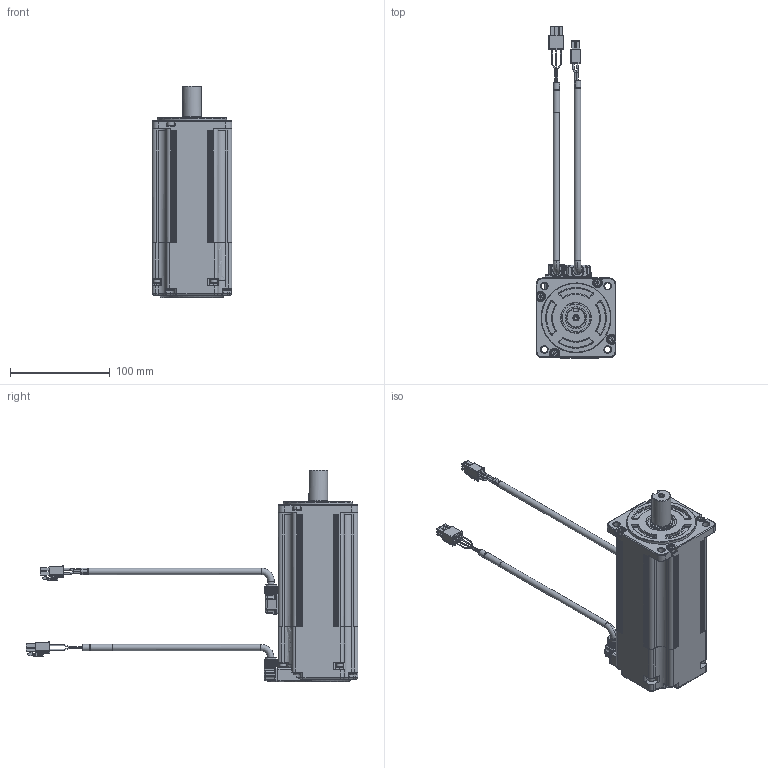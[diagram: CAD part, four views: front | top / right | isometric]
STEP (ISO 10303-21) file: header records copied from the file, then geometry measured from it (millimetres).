
FILE_DESCRIPTION( ('This file contains a STEP AP42 implementation' ,'as created by ZW3D STEP Interface translator.') ,'2;1' );
FILE_NAME( 'X6MG075A-B2LD妗极芞.stp' ,'22 827.113918', (''), ('ZWCAD Software Co.'), 'Version 1.0', 'ZW3D to STEP translator', '' );
FILE_SCHEMA(('AUTOMOTIVE_DESIGN { 1 0 10303 214 1 1 1 1 }'));
Length unit declared in the file: millimetre
Products named in the file (2): 0; X6MG075A-B2LD
Bounding box: 80 x 333.05 x 212.7 mm (x, y, z)
Volume: 1042236.4 mm3; surface area: 91075.3 mm2
Topology: 1 solids, 4 shells, 2565 faces, 7070 edges, 4568 vertices
Faces by surface type: plane 1332, cylinder 888, torus 110, cone 88, bspline 81, sphere 66
Full cylindrical faces by diameter (mm): 0.98 x11, 1.76 x12, 2.6 x10, 3.5 x8, 4 x15, 5 x11, 5.1 x1, 5.5 x4, 5.8 x1, 6 x4, 6.2 x1, 6.3 x2, 6.5 x3, 6.6 x4, 7 x4, 7.4 x2, 8 x8, 8.6 x2, 9.4 x1, 9.8 x5, 10 x12, 11 x10, 11.2 x12, 18.8 x1, 19 x1, 22 x2, 27.5 x1, 30 x1, 70 x1
Entity records: 125776 total; most frequent: CARTESIAN_POINT 70209, ORIENTED_EDGE 14094, EDGE_CURVE 7038, DIRECTION 6437, B_SPLINE_CURVE_WITH_KNOTS 5842, VERTEX_POINT 4576, AXIS2_PLACEMENT_3D 2921, EDGE_LOOP 2695
